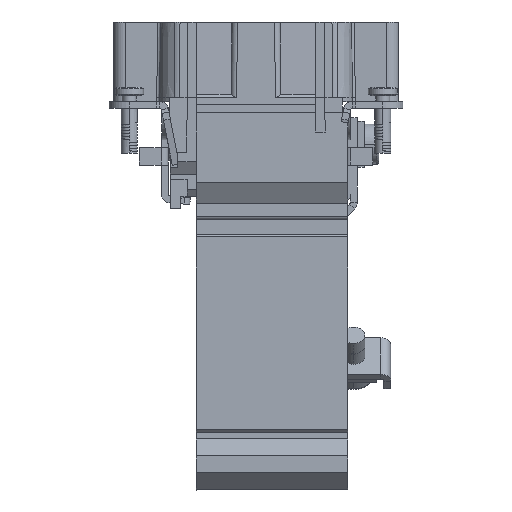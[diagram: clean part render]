
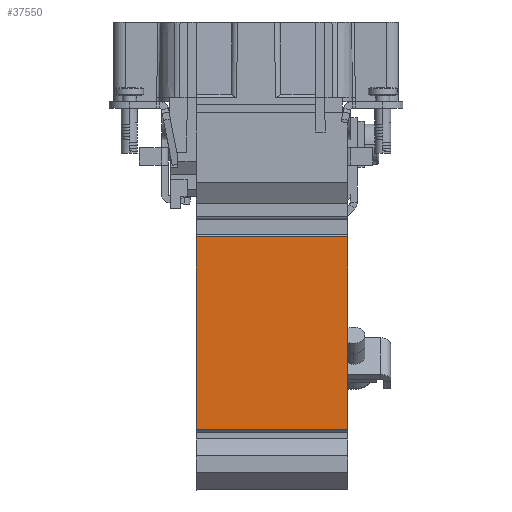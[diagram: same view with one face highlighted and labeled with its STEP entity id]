
A CAD part, left-side view. The second image highlights one B-rep face of the part: STEP entity #37550.
In plain terms, the highlighted planar face has unit normal (-1, 0, 0).
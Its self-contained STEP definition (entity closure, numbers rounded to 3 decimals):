
#2534=DIRECTION('',(0.,0.,-1.));
#2535=VECTOR('',#2534,33.4);
#2536=CARTESIAN_POINT('',(-16.911,36.462,-24.202));
#2537=LINE('',#2536,#2535);
#4321=DIRECTION('',(0.,0.,-1.));
#4322=VECTOR('',#4321,33.4);
#4323=CARTESIAN_POINT('',(-16.911,62.745,
-24.202));
#4324=LINE('',#4323,#4322);
#10670=DIRECTION('',(0.,-1.,0.));
#10671=VECTOR('',#10670,26.283);
#10672=CARTESIAN_POINT('',(-16.911,62.745,
-24.202));
#10673=LINE('',#10672,#10671);
#10674=DIRECTION('',(0.,-1.,0.));
#10675=VECTOR('',#10674,26.283);
#10676=CARTESIAN_POINT('',(-16.911,62.745,
-57.602));
#10677=LINE('',#10676,#10675);
#22732=CARTESIAN_POINT('',(-16.911,62.745,
-24.202));
#22733=VERTEX_POINT('',#22732);
#22734=CARTESIAN_POINT('',(-16.911,62.745,
-57.602));
#22735=VERTEX_POINT('',#22734);
#22810=CARTESIAN_POINT('',(-16.911,36.462,-24.202));
#22811=VERTEX_POINT('',#22810);
#22812=CARTESIAN_POINT('',(-16.911,36.462,-57.602));
#22813=VERTEX_POINT('',#22812);
#37538=CARTESIAN_POINT('',(-16.911,62.745,
-24.202));
#37539=DIRECTION('',(-1.,0.,0.));
#37540=DIRECTION('',(0.,0.,-1.));
#37541=AXIS2_PLACEMENT_3D('',#37538,#37539,#37540);
#37542=PLANE('',#37541);
#37543=ORIENTED_EDGE('',*,*,#29601,.F.);
#37544=ORIENTED_EDGE('',*,*,#37533,.T.);
#37545=ORIENTED_EDGE('',*,*,#27034,.T.);
#37547=ORIENTED_EDGE('',*,*,#37546,.F.);
#37548=EDGE_LOOP('',(#37543,#37544,#37545,#37547));
#37549=FACE_OUTER_BOUND('',#37548,.F.);
#37550=ADVANCED_FACE('',(#37549),#37542,.T.);
#27034=EDGE_CURVE('',#22811,#22813,#2537,.T.);
#29601=EDGE_CURVE('',#22733,#22735,#4324,.T.);
#37533=EDGE_CURVE('',#22733,#22811,#10673,.T.);
#37546=EDGE_CURVE('',#22735,#22813,#10677,.T.);
